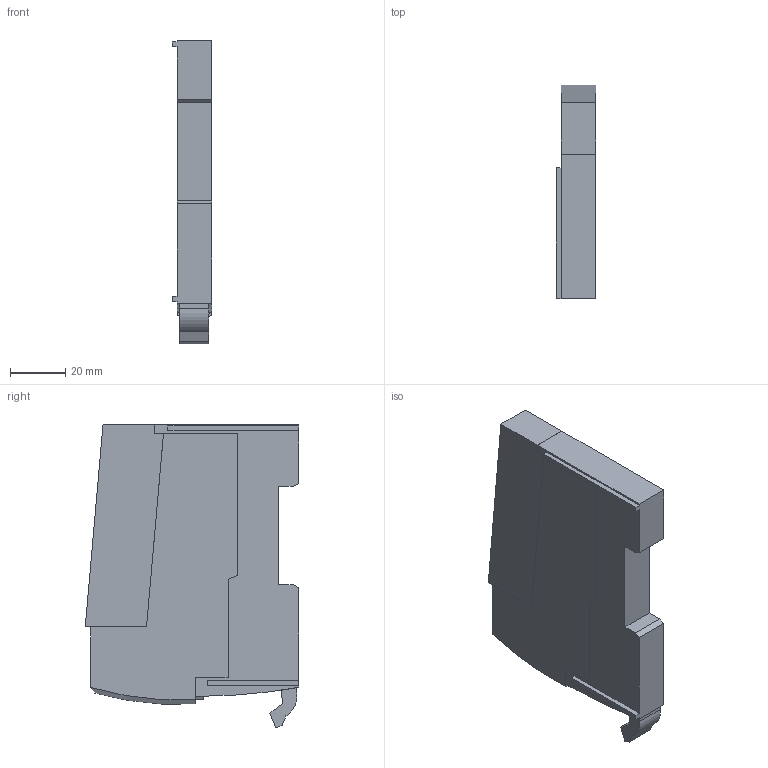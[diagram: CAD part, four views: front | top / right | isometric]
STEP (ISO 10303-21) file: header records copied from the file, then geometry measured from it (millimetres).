
FILE_DESCRIPTION((''),'2;1');
FILE_NAME('IO-SCHEIBE-ZUS_ASM','2005-10-06T',('hawe1au'),('ISICAD-RAND'),'PRO/ENGINEER BY PARAMETRIC TECHNOLOGY CORPORATION, 2005030','PRO/ENGINEER BY PARAMETRIC TECHNOLOGY CORPORATION, 2005030','');
FILE_SCHEMA(('CONFIG_CONTROL_DESIGN'));
Length unit declared in the file: millimetre
Products named in the file (4): IO-BUSMOD-VOL_ASM; IO-ELEKTR-VOL_ASM; IO-KLEMME-VOL_ASM; IO-SCHEIBE-ZUS_ASM
Assembly tree (3 placements, depth 2):
  IO-SCHEIBE-ZUS_ASM
    IO-BUSMOD-VOL_ASM
    IO-ELEKTR-VOL_ASM
    IO-KLEMME-VOL_ASM
Bounding box: 14.2 x 77.05 x 109.63 mm (x, y, z)
Volume: 88729 mm3; surface area: 25095 mm2
Topology: 4 solids, 4 shells, 61 faces, 157 edges, 104 vertices
Faces by surface type: plane 56, cylinder 3, cone 2
Entity records: 1950 total; most frequent: CARTESIAN_POINT 349, ORIENTED_EDGE 314, DIRECTION 298, EDGE_CURVE 157, VECTOR 144, LINE 144, VERTEX_POINT 104, AXIS2_PLACEMENT_3D 77
